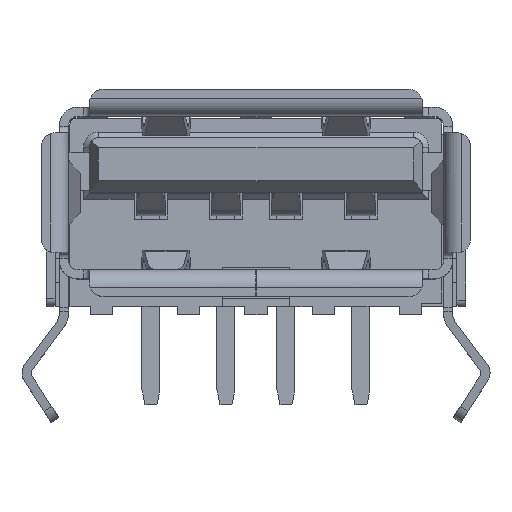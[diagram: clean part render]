
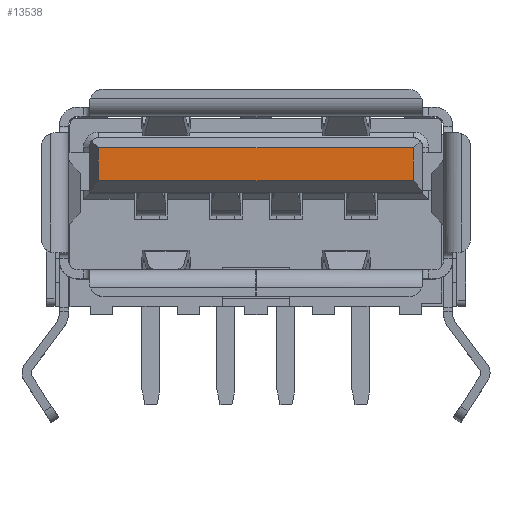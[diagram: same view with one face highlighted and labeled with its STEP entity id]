
A CAD part, top view. The second image highlights one B-rep face of the part: STEP entity #13538.
In plain terms, the highlighted planar face has unit normal (0, 0, 1).
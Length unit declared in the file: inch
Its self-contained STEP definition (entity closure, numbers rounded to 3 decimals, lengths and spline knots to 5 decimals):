
#2003 = CARTESIAN_POINT ( 'NONE',  ( -0.20669, 0.05512, 0.32992 ) ) ;
#2290 = FACE_OUTER_BOUND ( 'NONE', #39682, .T. ) ;
#2694 = CARTESIAN_POINT ( 'NONE',  ( 0., 0.03346, 0.32992 ) ) ;
#3849 = CARTESIAN_POINT ( 'NONE',  ( 0.20669, 0.05512, 0.32992 ) ) ;
#7275 = VECTOR ( 'NONE', #37199, 39.37008 ) ;
#7549 = LINE ( 'NONE', #19876, #18254 ) ;
#8778 = VECTOR ( 'NONE', #16568, 39.37008 ) ;
#9543 = VERTEX_POINT ( 'NONE', #3849 ) ;
#10291 = LINE ( 'NONE', #38086, #8778 ) ;
#11794 = PLANE ( 'NONE',  #37960 ) ;
#12637 = LINE ( 'NONE', #18484, #7275 ) ;
#12801 = ORIENTED_EDGE ( 'NONE', *, *, #19745, .T. ) ;
#13538 = ADVANCED_FACE ( 'NONE', ( #2290 ), #11794, .T. ) ;
#16321 = VERTEX_POINT ( 'NONE', #34719 ) ;
#16568 = DIRECTION ( 'NONE',  ( 0., -1., 0. ) ) ;
#18254 = VECTOR ( 'NONE', #29119, 39.37008 ) ;
#18484 = CARTESIAN_POINT ( 'NONE',  ( 0., 0.05512, 0.32992 ) ) ;
#19010 = DIRECTION ( 'NONE',  ( 0., 0., 1. ) ) ;
#19179 = DIRECTION ( 'NONE',  ( 1., 0., 0. ) ) ;
#19374 = CARTESIAN_POINT ( 'NONE',  ( 0., 0.01181, 0.32992 ) ) ;
#19745 = EDGE_CURVE ( 'NONE', #9543, #37478, #12637, .T. ) ;
#19876 = CARTESIAN_POINT ( 'NONE',  ( -0.20669, 0.03346, 0.32992 ) ) ;
#20081 = EDGE_CURVE ( 'NONE', #27379, #37478, #7549, .T. ) ;
#20431 = VECTOR ( 'NONE', #19179, 39.37008 ) ;
#20849 = ORIENTED_EDGE ( 'NONE', *, *, #33354, .T. ) ;
#22974 = LINE ( 'NONE', #19374, #20431 ) ;
#24101 = DIRECTION ( 'NONE',  ( 1., 0., 0. ) ) ;
#27379 = VERTEX_POINT ( 'NONE', #29133 ) ;
#29119 = DIRECTION ( 'NONE',  ( 0., 1., 0. ) ) ;
#29133 = CARTESIAN_POINT ( 'NONE',  ( -0.20669, 0.01181, 0.32992 ) ) ;
#33354 = EDGE_CURVE ( 'NONE', #27379, #16321, #22974, .T. ) ;
#34068 = ORIENTED_EDGE ( 'NONE', *, *, #34418, .F. ) ;
#34418 = EDGE_CURVE ( 'NONE', #9543, #16321, #10291, .T. ) ;
#34719 = CARTESIAN_POINT ( 'NONE',  ( 0.20669, 0.01181, 0.32992 ) ) ;
#37035 = ORIENTED_EDGE ( 'NONE', *, *, #20081, .F. ) ;
#37199 = DIRECTION ( 'NONE',  ( -1., 0., 0. ) ) ;
#37478 = VERTEX_POINT ( 'NONE', #2003 ) ;
#37960 = AXIS2_PLACEMENT_3D ( 'NONE', #2694, #19010, #24101 ) ;
#38086 = CARTESIAN_POINT ( 'NONE',  ( 0.20669, 0.03346, 0.32992 ) ) ;
#39682 = EDGE_LOOP ( 'NONE', ( #12801, #37035, #20849, #34068 ) ) ;
